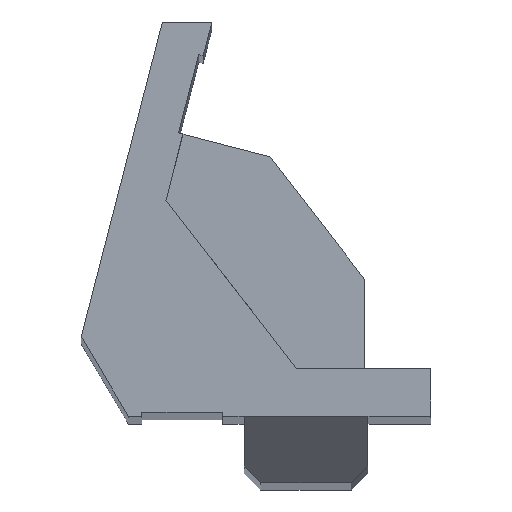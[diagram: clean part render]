
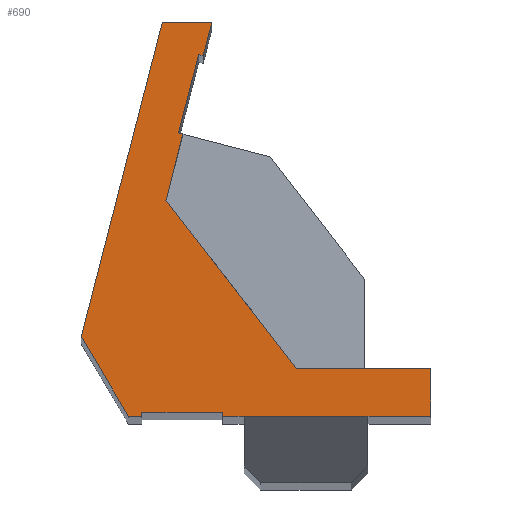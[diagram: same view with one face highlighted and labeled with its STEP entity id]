
A CAD part, top view. The second image highlights one B-rep face of the part: STEP entity #690.
In plain terms, the highlighted planar face has unit normal (0, 0, 1).
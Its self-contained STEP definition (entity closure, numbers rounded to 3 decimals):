
#46=FACE_OUTER_BOUND('',#82,.T.);
#82=EDGE_LOOP('',(#547,#548,#549,#550,#551,#552,#553,#554,#555,#556,#557,
#558,#559,#560,#561,#562,#563,#564,#565,#566));
#98=LINE('',#925,#190);
#101=LINE('',#931,#193);
#105=LINE('',#939,#197);
#115=LINE('',#961,#207);
#121=LINE('',#973,#213);
#128=LINE('',#987,#220);
#131=LINE('',#993,#223);
#134=LINE('',#999,#226);
#137=LINE('',#1005,#229);
#140=LINE('',#1011,#232);
#152=LINE('',#1036,#244);
#157=LINE('',#1046,#249);
#161=LINE('',#1054,#253);
#163=LINE('',#1058,#255);
#169=LINE('',#1068,#261);
#171=LINE('',#1071,#263);
#173=LINE('',#1074,#265);
#175=LINE('',#1077,#267);
#176=LINE('',#1080,#268);
#177=LINE('',#1081,#269);
#190=VECTOR('',#750,1000.);
#193=VECTOR('',#755,1000.);
#197=VECTOR('',#761,1000.);
#207=VECTOR('',#777,1000.);
#213=VECTOR('',#785,1000.);
#220=VECTOR('',#796,1000.);
#223=VECTOR('',#801,1000.);
#226=VECTOR('',#806,1000.);
#229=VECTOR('',#811,1000.);
#232=VECTOR('',#816,1000.);
#244=VECTOR('',#834,1000.);
#249=VECTOR('',#841,1000.);
#253=VECTOR('',#847,1000.);
#255=VECTOR('',#851,1000.);
#261=VECTOR('',#859,1000.);
#263=VECTOR('',#863,1000.);
#265=VECTOR('',#867,1000.);
#267=VECTOR('',#871,1000.);
#268=VECTOR('',#874,1000.);
#269=VECTOR('',#875,1000.);
#281=VERTEX_POINT('',#921);
#283=VERTEX_POINT('',#924);
#285=VERTEX_POINT('',#930);
#287=VERTEX_POINT('',#936);
#295=VERTEX_POINT('',#957);
#297=VERTEX_POINT('',#960);
#301=VERTEX_POINT('',#970);
#302=VERTEX_POINT('',#972);
#306=VERTEX_POINT('',#984);
#307=VERTEX_POINT('',#986);
#309=VERTEX_POINT('',#992);
#311=VERTEX_POINT('',#998);
#313=VERTEX_POINT('',#1004);
#315=VERTEX_POINT('',#1010);
#324=VERTEX_POINT('',#1033);
#325=VERTEX_POINT('',#1035);
#329=VERTEX_POINT('',#1045);
#332=VERTEX_POINT('',#1052);
#333=VERTEX_POINT('',#1057);
#337=VERTEX_POINT('',#1079);
#346=EDGE_CURVE('',#283,#281,#98,.T.);
#349=EDGE_CURVE('',#283,#285,#101,.T.);
#353=EDGE_CURVE('',#281,#287,#105,.T.);
#363=EDGE_CURVE('',#297,#295,#115,.T.);
#369=EDGE_CURVE('',#301,#302,#121,.T.);
#376=EDGE_CURVE('',#307,#306,#128,.T.);
#379=EDGE_CURVE('',#309,#307,#131,.T.);
#382=EDGE_CURVE('',#311,#309,#134,.T.);
#385=EDGE_CURVE('',#313,#311,#137,.T.);
#388=EDGE_CURVE('',#315,#313,#140,.T.);
#400=EDGE_CURVE('',#325,#324,#152,.T.);
#405=EDGE_CURVE('',#329,#325,#157,.T.);
#409=EDGE_CURVE('',#306,#332,#161,.T.);
#411=EDGE_CURVE('',#333,#315,#163,.T.);
#417=EDGE_CURVE('',#295,#329,#169,.T.);
#419=EDGE_CURVE('',#332,#285,#171,.T.);
#421=EDGE_CURVE('',#287,#302,#173,.T.);
#423=EDGE_CURVE('',#297,#301,#175,.T.);
#424=EDGE_CURVE('',#337,#324,#176,.T.);
#425=EDGE_CURVE('',#333,#337,#177,.T.);
#547=ORIENTED_EDGE('',*,*,#353,.T.);
#548=ORIENTED_EDGE('',*,*,#421,.T.);
#549=ORIENTED_EDGE('',*,*,#369,.F.);
#550=ORIENTED_EDGE('',*,*,#423,.F.);
#551=ORIENTED_EDGE('',*,*,#363,.T.);
#552=ORIENTED_EDGE('',*,*,#417,.T.);
#553=ORIENTED_EDGE('',*,*,#405,.T.);
#554=ORIENTED_EDGE('',*,*,#400,.T.);
#555=ORIENTED_EDGE('',*,*,#424,.F.);
#556=ORIENTED_EDGE('',*,*,#425,.F.);
#557=ORIENTED_EDGE('',*,*,#411,.T.);
#558=ORIENTED_EDGE('',*,*,#388,.T.);
#559=ORIENTED_EDGE('',*,*,#385,.T.);
#560=ORIENTED_EDGE('',*,*,#382,.T.);
#561=ORIENTED_EDGE('',*,*,#379,.T.);
#562=ORIENTED_EDGE('',*,*,#376,.T.);
#563=ORIENTED_EDGE('',*,*,#409,.T.);
#564=ORIENTED_EDGE('',*,*,#419,.T.);
#565=ORIENTED_EDGE('',*,*,#349,.F.);
#566=ORIENTED_EDGE('',*,*,#346,.T.);
#656=PLANE('',#728);
#690=ADVANCED_FACE('',(#46),#656,.F.);
#728=AXIS2_PLACEMENT_3D('',#1078,#872,#873);
#750=DIRECTION('',(1.,0.,0.));
#755=DIRECTION('',(0.,-1.,0.));
#761=DIRECTION('',(0.,-1.,0.));
#777=DIRECTION('',(0.,1.,0.));
#785=DIRECTION('',(0.,1.,0.));
#796=DIRECTION('',(-0.25,-0.968,0.));
#801=DIRECTION('',(-1.,0.,0.));
#806=DIRECTION('',(0.25,0.968,0.));
#811=DIRECTION('',(0.968,-0.25,0.));
#816=DIRECTION('',(0.25,0.968,0.));
#834=DIRECTION('',(-1.,0.,0.));
#841=DIRECTION('',(0.,1.,0.));
#847=DIRECTION('',(0.508,-0.861,0.));
#851=DIRECTION('',(-0.968,0.25,0.));
#859=DIRECTION('',(1.,0.,0.));
#863=DIRECTION('',(1.,0.,0.));
#867=DIRECTION('',(1.,0.,0.));
#871=DIRECTION('',(-1.,0.,0.));
#872=DIRECTION('center_axis',(0.,0.,
-1.));
#873=DIRECTION('ref_axis',(0.,1.,0.));
#874=DIRECTION('',(0.613,-0.79,0.));
#875=DIRECTION('',(-0.25,-0.968,0.));
#921=CARTESIAN_POINT('',(-239.913,490.35,-131.723));
#924=CARTESIAN_POINT('',(-244.813,490.35,-131.723));
#925=CARTESIAN_POINT('',(-239.913,490.35,-131.723));
#930=CARTESIAN_POINT('',(-244.813,490.1,-131.723));
#931=CARTESIAN_POINT('',(-244.813,490.35,-131.723));
#936=CARTESIAN_POINT('',(-239.913,490.1,-131.723));
#939=CARTESIAN_POINT('',(-239.913,490.35,-131.723));
#957=CARTESIAN_POINT('',(-231.113,490.1,-131.723));
#960=CARTESIAN_POINT('',(-231.113,490.08,-131.723));
#961=CARTESIAN_POINT('',(-231.113,487.1,-131.723));
#970=CARTESIAN_POINT('',(-238.613,490.08,-131.723));
#972=CARTESIAN_POINT('',(-238.613,490.1,-131.723));
#973=CARTESIAN_POINT('',(-238.613,487.1,-131.723));
#984=CARTESIAN_POINT('',(-248.471,494.942,-131.723));
#986=CARTESIAN_POINT('',(-243.566,513.973,-131.723));
#987=CARTESIAN_POINT('',(-246.581,502.275,-131.723));
#992=CARTESIAN_POINT('',(-240.566,513.973,-131.723));
#993=CARTESIAN_POINT('',(-237.893,513.973,-131.723));
#998=CARTESIAN_POINT('',(-241.09,511.94,-131.723));
#999=CARTESIAN_POINT('',(-243.768,501.55,-131.723));
#1004=CARTESIAN_POINT('',(-241.361,512.01,-131.723));
#1005=CARTESIAN_POINT('',(-235.216,510.426,-131.723));
#1010=CARTESIAN_POINT('',(-242.584,507.265,-131.723));
#1011=CARTESIAN_POINT('',(-244.039,501.62,-131.723));
#1033=CARTESIAN_POINT('',(-235.447,493.005,-131.723));
#1035=CARTESIAN_POINT('',(-227.316,493.005,-131.723));
#1036=CARTESIAN_POINT('',(-237.893,493.005,-131.723));
#1045=CARTESIAN_POINT('',(-227.316,490.1,-131.723));
#1046=CARTESIAN_POINT('',(-227.316,500.037,-131.723));
#1052=CARTESIAN_POINT('',(-245.613,490.1,-131.723));
#1054=CARTESIAN_POINT('',(-247.968,494.091,-131.723));
#1057=CARTESIAN_POINT('',(-242.313,507.195,-131.723));
#1058=CARTESIAN_POINT('',(-236.439,505.681,-131.723));
#1068=CARTESIAN_POINT('',(-237.893,490.1,-131.723));
#1071=CARTESIAN_POINT('',(-237.893,490.1,-131.723));
#1074=CARTESIAN_POINT('',(-237.893,490.1,-131.723));
#1077=CARTESIAN_POINT('',(-237.893,490.08,-131.723));
#1078=CARTESIAN_POINT('Origin',(-237.893,500.037,-131.723));
#1079=CARTESIAN_POINT('',(-243.344,503.195,-131.723));
#1080=CARTESIAN_POINT('',(-239.77,498.583,-131.723));
#1081=CARTESIAN_POINT('',(-243.768,501.55,-131.723));
